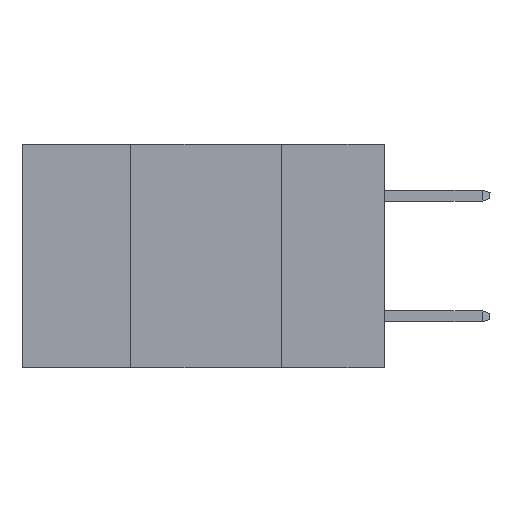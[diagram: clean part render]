
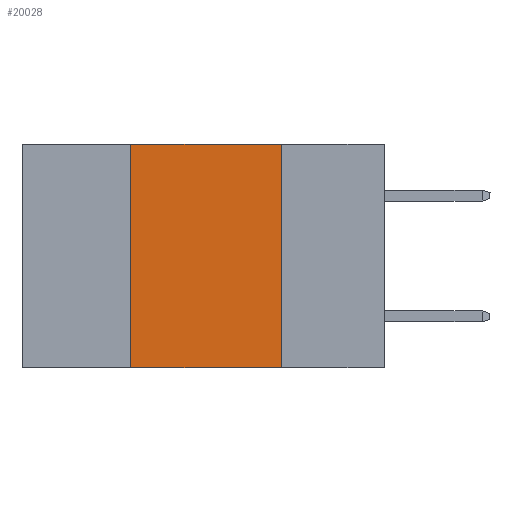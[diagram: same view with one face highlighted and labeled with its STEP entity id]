
A CAD part, left-side view. The second image highlights one B-rep face of the part: STEP entity #20028.
In plain terms, the highlighted planar face has unit normal (-1, 0, 0).
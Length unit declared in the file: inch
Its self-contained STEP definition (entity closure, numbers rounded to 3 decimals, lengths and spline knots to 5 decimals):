
#260 = CARTESIAN_POINT ( 'NONE',  ( 0., 0.42, -0.37 ) ) ;
#449 = PLANE ( 'NONE',  #30519 ) ;
#595 = VECTOR ( 'NONE', #5867, 39.37008 ) ;
#1380 = LINE ( 'NONE', #13520, #595 ) ;
#2185 = VERTEX_POINT ( 'NONE', #3325 ) ;
#3069 = DIRECTION ( 'NONE',  ( 1., 0., 0. ) ) ;
#3325 = CARTESIAN_POINT ( 'NONE',  ( 0., 0.42, 0. ) ) ;
#3590 = ORIENTED_EDGE ( 'NONE', *, *, #21223, .T. ) ;
#4502 = VECTOR ( 'NONE', #17180, 39.37008 ) ;
#5867 = DIRECTION ( 'NONE',  ( 0., -1., 0. ) ) ;
#5932 = VERTEX_POINT ( 'NONE', #15138 ) ;
#6977 = EDGE_CURVE ( 'NONE', #8959, #2185, #7989, .T. ) ;
#7989 = LINE ( 'NONE', #20436, #15581 ) ;
#8959 = VERTEX_POINT ( 'NONE', #260 ) ;
#12183 = EDGE_CURVE ( 'NONE', #5932, #14394, #19935, .T. ) ;
#13520 = CARTESIAN_POINT ( 'NONE',  ( 0., 0.6, 0. ) ) ;
#13696 = VECTOR ( 'NONE', #14753, 39.37008 ) ;
#14394 = VERTEX_POINT ( 'NONE', #23298 ) ;
#14431 = ORIENTED_EDGE ( 'NONE', *, *, #12183, .F. ) ;
#14753 = DIRECTION ( 'NONE',  ( 0., 0., -1. ) ) ;
#15138 = CARTESIAN_POINT ( 'NONE',  ( 0., 0.17, 0. ) ) ;
#15581 = VECTOR ( 'NONE', #20704, 39.37008 ) ;
#17180 = DIRECTION ( 'NONE',  ( 0., -1., 0. ) ) ;
#19935 = LINE ( 'NONE', #29684, #13696 ) ;
#20028 = ADVANCED_FACE ( 'NONE', ( #26732 ), #449, .F. ) ;
#20436 = CARTESIAN_POINT ( 'NONE',  ( 0., 0.42, 0. ) ) ;
#20704 = DIRECTION ( 'NONE',  ( 0., 0., 1. ) ) ;
#20893 = DIRECTION ( 'NONE',  ( 0., 0., -1. ) ) ;
#20898 = EDGE_LOOP ( 'NONE', ( #14431, #30483, #24071, #3590 ) ) ;
#21223 = EDGE_CURVE ( 'NONE', #8959, #14394, #23935, .T. ) ;
#23298 = CARTESIAN_POINT ( 'NONE',  ( 0., 0.17, -0.37 ) ) ;
#23935 = LINE ( 'NONE', #24705, #4502 ) ;
#24071 = ORIENTED_EDGE ( 'NONE', *, *, #6977, .F. ) ;
#24705 = CARTESIAN_POINT ( 'NONE',  ( 0., 0.6, -0.37 ) ) ;
#25179 = EDGE_CURVE ( 'NONE', #2185, #5932, #1380, .T. ) ;
#26732 = FACE_OUTER_BOUND ( 'NONE', #20898, .T. ) ;
#28175 = CARTESIAN_POINT ( 'NONE',  ( 0., 0.6, 0. ) ) ;
#29684 = CARTESIAN_POINT ( 'NONE',  ( 0., 0.17, 0. ) ) ;
#30483 = ORIENTED_EDGE ( 'NONE', *, *, #25179, .F. ) ;
#30519 = AXIS2_PLACEMENT_3D ( 'NONE', #28175, #3069, #20893 ) ;
